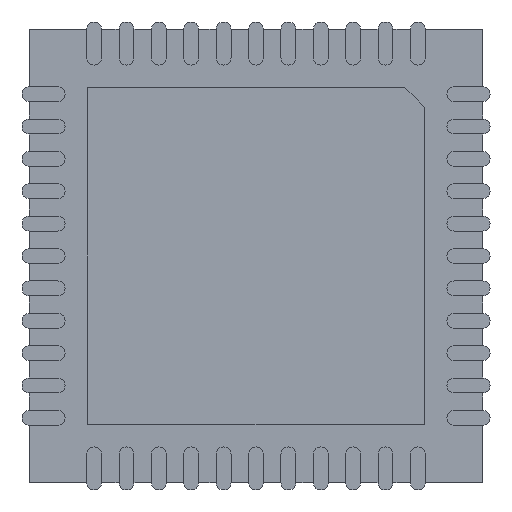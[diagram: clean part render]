
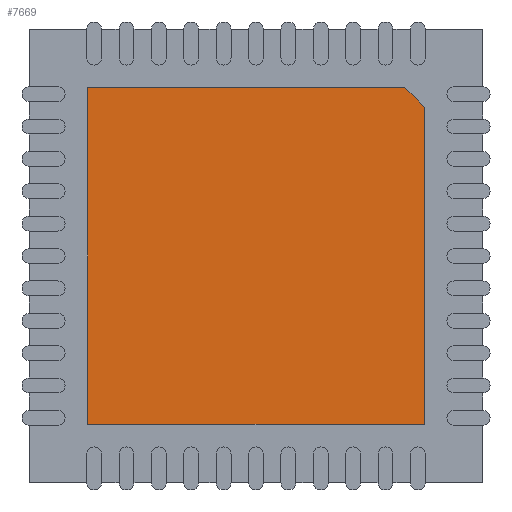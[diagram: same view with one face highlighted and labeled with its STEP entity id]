
A CAD part, front view. The second image highlights one B-rep face of the part: STEP entity #7669.
In plain terms, the highlighted planar face has unit normal (0, -1, 0).
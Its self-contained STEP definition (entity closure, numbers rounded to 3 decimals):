
#967 = DIRECTION ( 'NONE',  ( 0., 0., -1. ) ) ;
#1160 = EDGE_CURVE ( 'NONE', #16548, #5902, #16014, .T. ) ;
#1574 = EDGE_CURVE ( 'NONE', #10387, #16548, #39864, .T. ) ;
#3910 = CARTESIAN_POINT ( 'NONE',  ( -2.6, -0.02, -2.6 ) ) ;
#4084 = CARTESIAN_POINT ( 'NONE',  ( -2.6, -0.02, 2.6 ) ) ;
#5902 = VERTEX_POINT ( 'NONE', #24152 ) ;
#6055 = CARTESIAN_POINT ( 'NONE',  ( 2.6, -0.02, -2.6 ) ) ;
#6492 = DIRECTION ( 'NONE',  ( -0.707, 0., 0.707 ) ) ;
#6646 = CARTESIAN_POINT ( 'NONE',  ( 2.6, -0.02, 2.6 ) ) ;
#6693 = VECTOR ( 'NONE', #13475, 1000. ) ;
#7669 = ADVANCED_FACE ( 'NONE', ( #30329 ), #32041, .T. ) ;
#9169 = VECTOR ( 'NONE', #28598, 1000. ) ;
#9644 = CARTESIAN_POINT ( 'NONE',  ( 2.45, -0.02, 2.45 ) ) ;
#10387 = VERTEX_POINT ( 'NONE', #3910 ) ;
#12952 = DIRECTION ( 'NONE',  ( 0., 0., -1. ) ) ;
#13475 = DIRECTION ( 'NONE',  ( 1., 0., 0. ) ) ;
#13739 = ORIENTED_EDGE ( 'NONE', *, *, #25654, .T. ) ;
#15199 = CARTESIAN_POINT ( 'NONE',  ( 2.3, -0.02, 2.6 ) ) ;
#16014 = LINE ( 'NONE', #6646, #9169 ) ;
#16473 = EDGE_LOOP ( 'NONE', ( #35069, #13739, #17756, #28290, #39138 ) ) ;
#16548 = VERTEX_POINT ( 'NONE', #6055 ) ;
#17756 = ORIENTED_EDGE ( 'NONE', *, *, #35798, .T. ) ;
#17890 = VERTEX_POINT ( 'NONE', #15199 ) ;
#19483 = CARTESIAN_POINT ( 'NONE',  ( -2.6, -0.02, 2.6 ) ) ;
#19692 = DIRECTION ( 'NONE',  ( 0., -1., 0. ) ) ;
#22215 = AXIS2_PLACEMENT_3D ( 'NONE', #28958, #19692, #967 ) ;
#24152 = CARTESIAN_POINT ( 'NONE',  ( 2.6, -0.02, 2.3 ) ) ;
#25336 = VECTOR ( 'NONE', #6492, 1000. ) ;
#25654 = EDGE_CURVE ( 'NONE', #5902, #17890, #26841, .T. ) ;
#26841 = LINE ( 'NONE', #9644, #25336 ) ;
#27937 = EDGE_CURVE ( 'NONE', #31611, #10387, #32524, .T. ) ;
#28290 = ORIENTED_EDGE ( 'NONE', *, *, #27937, .T. ) ;
#28598 = DIRECTION ( 'NONE',  ( 0., 0., 1. ) ) ;
#28958 = CARTESIAN_POINT ( 'NONE',  ( 0., -0.02, 0. ) ) ;
#30329 = FACE_OUTER_BOUND ( 'NONE', #16473, .T. ) ;
#30905 = VECTOR ( 'NONE', #37207, 1000. ) ;
#31611 = VERTEX_POINT ( 'NONE', #4084 ) ;
#32041 = PLANE ( 'NONE',  #22215 ) ;
#32093 = CARTESIAN_POINT ( 'NONE',  ( -2.6, -0.02, -2.6 ) ) ;
#32524 = LINE ( 'NONE', #19483, #40341 ) ;
#35069 = ORIENTED_EDGE ( 'NONE', *, *, #1160, .T. ) ;
#35798 = EDGE_CURVE ( 'NONE', #17890, #31611, #39681, .T. ) ;
#37207 = DIRECTION ( 'NONE',  ( -1., 0., 0. ) ) ;
#39138 = ORIENTED_EDGE ( 'NONE', *, *, #1574, .T. ) ;
#39681 = LINE ( 'NONE', #40107, #30905 ) ;
#39864 = LINE ( 'NONE', #32093, #6693 ) ;
#40107 = CARTESIAN_POINT ( 'NONE',  ( -2.6, -0.02, 2.6 ) ) ;
#40341 = VECTOR ( 'NONE', #12952, 1000. ) ;
